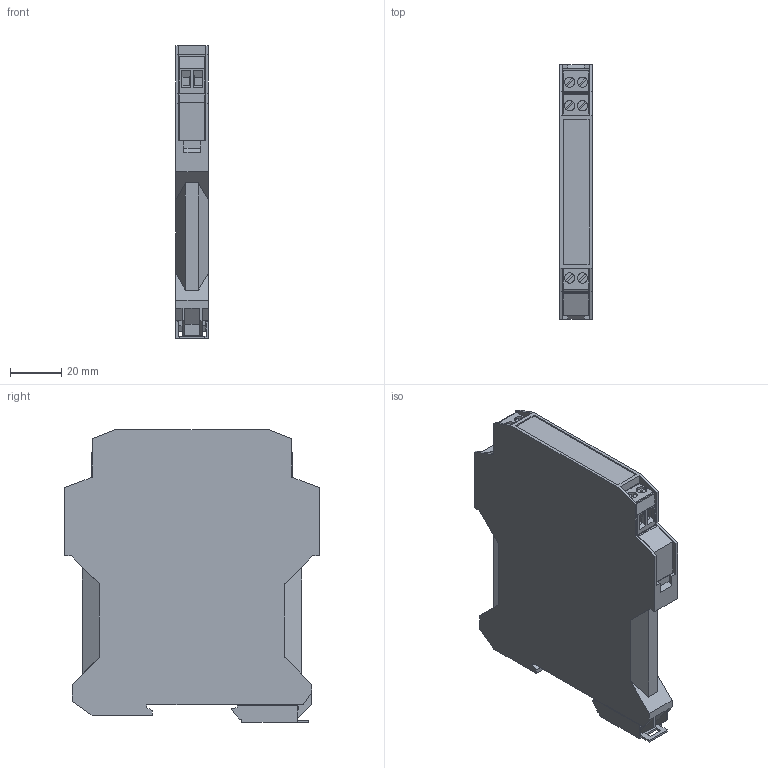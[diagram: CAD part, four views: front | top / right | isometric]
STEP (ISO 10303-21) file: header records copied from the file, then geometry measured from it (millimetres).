
FILE_DESCRIPTION(('Creo Elements/Direct Modeling STEP Export'),'2;1');
FILE_NAME('model.stp','2018-09-17T 7:59:19',(''),(''),'Creo Elements/Direct Modeling STEP processor for AP214 (Solid Model)','Creo Elements/Direct Modeling 18.1I 14-Aug-2016 (C) Parametric Technology GmbH','');
FILE_SCHEMA(('AUTOMOTIVE_DESIGN { 1 0 10303 214 1 1 1 1 }'));
Length unit declared in the file: millimetre
Products named in the file (4): MCR-C-12.5_GN-Sockel-select; ME_B-12.5_MSTBO__GN-select; MSTBT_2.5_2-ST_GN-select.2; MCR-C-12.5-DC-group-select
Assembly tree (5 placements, depth 2):
  MCR-C-12.5-DC-group-select
    MSTBT_2.5_2-ST_GN-select.2  x3
    ME_B-12.5_MSTBO__GN-select
    MCR-C-12.5_GN-Sockel-select
Bounding box: 12.65 x 99 x 113.8 mm (x, y, z)
Volume: 114830.6 mm3; surface area: 34458.4 mm2
Topology: 5 solids, 5 shells, 622 faces, 1573 edges, 1012 vertices
Faces by surface type: plane 513, cylinder 97, cone 12
Entity records: 14751 total; most frequent: CARTESIAN_POINT 2593, ORIENTED_EDGE 1966, DIRECTION 1686, EDGE_CURVE 983, VECTOR 824, LINE 824, VERTEX_POINT 640, AXIS2_PLACEMENT_3D 431
